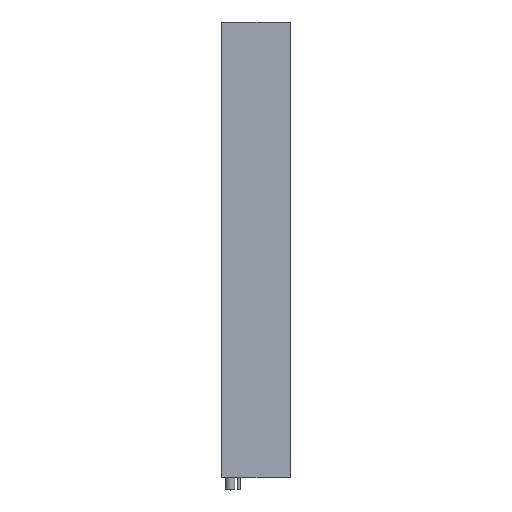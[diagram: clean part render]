
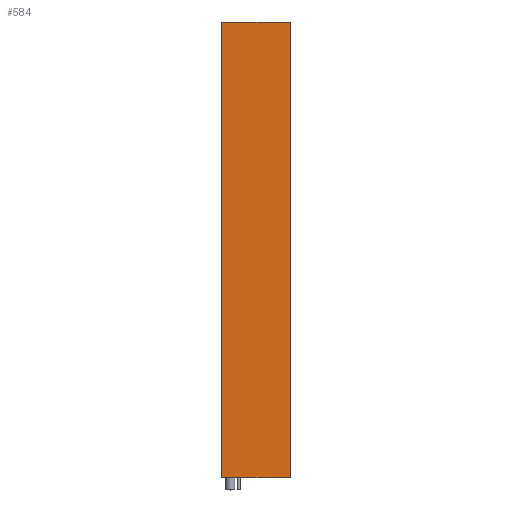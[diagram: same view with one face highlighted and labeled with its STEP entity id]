
A CAD part, top view. The second image highlights one B-rep face of the part: STEP entity #584.
In plain terms, the highlighted planar face has unit normal (0, 0, 1).
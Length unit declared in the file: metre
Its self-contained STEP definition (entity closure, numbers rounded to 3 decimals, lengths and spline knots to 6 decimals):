
#584 = ADVANCED_FACE( '', ( #1790 ), #1791, .T. );
#1790 = FACE_OUTER_BOUND( '', #2998, .T. );
#1791 = PLANE( '', #2999 );
#2998 = EDGE_LOOP( '', ( #7258, #7259, #7260, #7261 ) );
#2999 = AXIS2_PLACEMENT_3D( '', #7262, #7263, #7264 );
#7258 = ORIENTED_EDGE( '', *, *, #8599, .F. );
#7259 = ORIENTED_EDGE( '', *, *, #8604, .F. );
#7260 = ORIENTED_EDGE( '', *, *, #8601, .T. );
#7261 = ORIENTED_EDGE( '', *, *, #8549, .T. );
#7262 = CARTESIAN_POINT( '', ( 0.0642, 0.8519, 0. ) );
#7263 = DIRECTION( '', ( 0., 0., 1. ) );
#7264 = DIRECTION( '', ( 1., 0., 0. ) );
#8549 = EDGE_CURVE( '', #10759, #10761, #10763, .T. );
#8599 = EDGE_CURVE( '', #10835, #10761, #10837, .T. );
#8601 = EDGE_CURVE( '', #10839, #10759, #10840, .T. );
#8604 = EDGE_CURVE( '', #10839, #10835, #10843, .T. );
#10759 = VERTEX_POINT( '', #13849 );
#10761 = VERTEX_POINT( '', #13852 );
#10763 = LINE( '', #13855, #13856 );
#10835 = VERTEX_POINT( '', #13971 );
#10837 = LINE( '', #13974, #13975 );
#10839 = VERTEX_POINT( '', #13977 );
#10840 = LINE( '', #13978, #13979 );
#10843 = LINE( '', #13984, #13985 );
#13849 = CARTESIAN_POINT( '', ( -0.0642, 0.8519, 0. ) );
#13852 = CARTESIAN_POINT( '', ( -0.0642, 0.0001, 0. ) );
#13855 = CARTESIAN_POINT( '', ( -0.0642, 0.8519, 0. ) );
#13856 = VECTOR( '', #16102, 1. );
#13971 = CARTESIAN_POINT( '', ( 0.0642, 0.0001, 0. ) );
#13974 = CARTESIAN_POINT( '', ( 0.0642, 0.0001, 0. ) );
#13975 = VECTOR( '', #16162, 1. );
#13977 = CARTESIAN_POINT( '', ( 0.0642, 0.8519, 0. ) );
#13978 = CARTESIAN_POINT( '', ( 0.0642, 0.8519, 0. ) );
#13979 = VECTOR( '', #16166, 1. );
#13984 = CARTESIAN_POINT( '', ( 0.0642, 0.8519, 0. ) );
#13985 = VECTOR( '', #16169, 1. );
#16102 = DIRECTION( '', ( 0., -1., 0. ) );
#16162 = DIRECTION( '', ( -1., 0., 0. ) );
#16166 = DIRECTION( '', ( -1., 0., 0. ) );
#16169 = DIRECTION( '', ( 0., -1., 0. ) );
